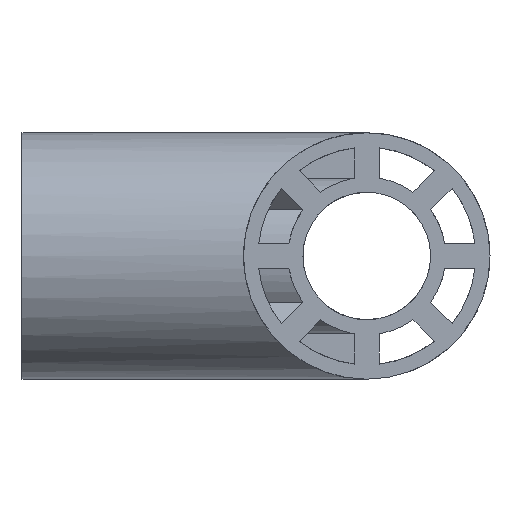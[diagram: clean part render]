
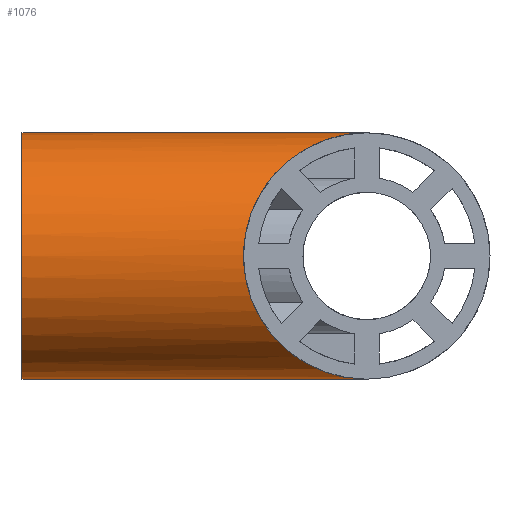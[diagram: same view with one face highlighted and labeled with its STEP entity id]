
A CAD part, left-side view. The second image highlights one B-rep face of the part: STEP entity #1076.
In plain terms, the highlighted cylindrical face has radius 25.019 mm (diameter 50.038 mm), a partial arc.
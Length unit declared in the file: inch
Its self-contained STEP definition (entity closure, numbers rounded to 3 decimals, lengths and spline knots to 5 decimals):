
#14 = CARTESIAN_POINT ( 'NONE',  ( 8.98494, 3.875, -0.985 ) ) ;
#74 = DIRECTION ( 'NONE',  ( 0., -1., 0. ) ) ;
#142 = AXIS2_PLACEMENT_3D ( 'NONE', #2232, #375, #2546 ) ;
#292 =( BOUNDED_CURVE ( )  B_SPLINE_CURVE ( 3, ( #2748, #3574, #3272, #2107 ),
 .UNSPECIFIED., .F., .T. ) 
 B_SPLINE_CURVE_WITH_KNOTS ( ( 4, 4 ),
 ( 4.71239, 7.85398 ),
 .UNSPECIFIED. ) 
 CURVE ( )  GEOMETRIC_REPRESENTATION_ITEM ( )  RATIONAL_B_SPLINE_CURVE ( ( 1., 0.333, 0.333, 1. ) ) 
 REPRESENTATION_ITEM ( '' )  );
#354 = CARTESIAN_POINT ( 'NONE',  ( 8.98494, 2.75591, -0.985 ) ) ;
#375 = DIRECTION ( 'NONE',  ( 0., -1., 0. ) ) ;
#662 = CYLINDRICAL_SURFACE ( 'NONE', #2367, 0.985 ) ;
#756 = FACE_OUTER_BOUND ( 'NONE', #1682, .T. ) ;
#766 = VECTOR ( 'NONE', #2487, 39.37008 ) ;
#774 = EDGE_CURVE ( 'NONE', #1549, #1644, #1148, .T. ) ;
#777 = DIRECTION ( 'NONE',  ( 0., -1., 0. ) ) ;
#892 = DIRECTION ( 'NONE',  ( 0., 0., -1. ) ) ;
#910 = LINE ( 'NONE', #3859, #766 ) ;
#1076 = ADVANCED_FACE ( 'NONE', ( #756 ), #662, .T. ) ;
#1148 = CIRCLE ( 'NONE', #142, 0.985 ) ;
#1152 = CARTESIAN_POINT ( 'NONE',  ( 8.98494, 3.875, 0. ) ) ;
#1186 = EDGE_CURVE ( 'NONE', #1549, #2752, #910, .T. ) ;
#1339 = ORIENTED_EDGE ( 'NONE', *, *, #2278, .T. ) ;
#1549 = VERTEX_POINT ( 'NONE', #1848 ) ;
#1551 = EDGE_CURVE ( 'NONE', #1644, #3641, #3333, .T. ) ;
#1644 = VERTEX_POINT ( 'NONE', #354 ) ;
#1682 = EDGE_LOOP ( 'NONE', ( #1813, #2448, #2213, #1339 ) ) ;
#1813 = ORIENTED_EDGE ( 'NONE', *, *, #1186, .F. ) ;
#1848 = CARTESIAN_POINT ( 'NONE',  ( 8.98494, 2.75591, 0.985 ) ) ;
#1854 = CARTESIAN_POINT ( 'NONE',  ( 8.98494, 0., 0.985 ) ) ;
#2107 = CARTESIAN_POINT ( 'NONE',  ( 8.98494, 0., 0.985 ) ) ;
#2213 = ORIENTED_EDGE ( 'NONE', *, *, #1551, .T. ) ;
#2232 = CARTESIAN_POINT ( 'NONE',  ( 8.98494, 2.75591, 0. ) ) ;
#2278 = EDGE_CURVE ( 'NONE', #3641, #2752, #292, .T. ) ;
#2367 = AXIS2_PLACEMENT_3D ( 'NONE', #1152, #777, #892 ) ;
#2448 = ORIENTED_EDGE ( 'NONE', *, *, #774, .T. ) ;
#2487 = DIRECTION ( 'NONE',  ( 0., -1., 0. ) ) ;
#2546 = DIRECTION ( 'NONE',  ( 0., 0., -1. ) ) ;
#2748 = CARTESIAN_POINT ( 'NONE',  ( 8.98494, 0., -0.985 ) ) ;
#2752 = VERTEX_POINT ( 'NONE', #1854 ) ;
#3006 = CARTESIAN_POINT ( 'NONE',  ( 8.98494, 0., -0.985 ) ) ;
#3272 = CARTESIAN_POINT ( 'NONE',  ( 7.01494, 1.97, 0.985 ) ) ;
#3300 = VECTOR ( 'NONE', #74, 39.37008 ) ;
#3333 = LINE ( 'NONE', #14, #3300 ) ;
#3574 = CARTESIAN_POINT ( 'NONE',  ( 7.01494, 1.97, -0.985 ) ) ;
#3641 = VERTEX_POINT ( 'NONE', #3006 ) ;
#3859 = CARTESIAN_POINT ( 'NONE',  ( 8.98494, 3.875, 0.985 ) ) ;
